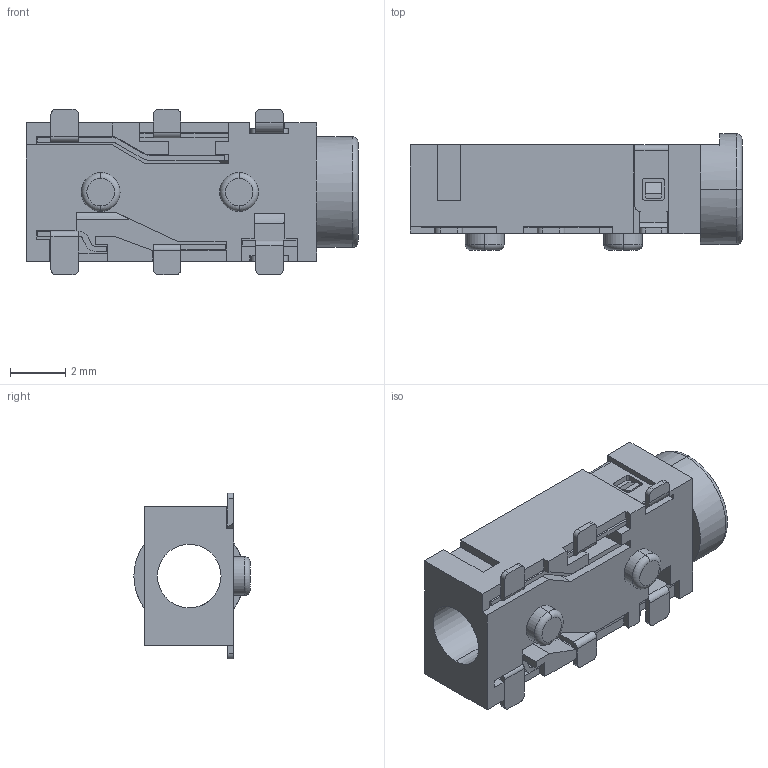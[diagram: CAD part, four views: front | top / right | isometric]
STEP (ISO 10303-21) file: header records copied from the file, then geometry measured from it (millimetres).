
FILE_DESCRIPTION((''),'2;1');
FILE_NAME('PJ-242D-SMT','2020-04-10T',('Administrator'),(''),'PRO/ENGINEER BY PARAMETRIC TECHNOLOGY CORPORATION, 2010280','PRO/ENGINEER BY PARAMETRIC TECHNOLOGY CORPORATION, 2010280','');
FILE_SCHEMA(('CONFIG_CONTROL_DESIGN'));
Length unit declared in the file: millimetre
Products named in the file (1): PJ-242D-SMT
Bounding box: 12 x 4.2 x 6 mm (x, y, z)
Volume: 120.8 mm3; surface area: 405.5 mm2
Topology: 1 solids, 1 shells, 689 faces, 1945 edges, 1283 vertices
Faces by surface type: plane 621, cylinder 60, torus 6, cone 2
Entity records: 21982 total; most frequent: CARTESIAN_POINT 3961, ORIENTED_EDGE 3890, DIRECTION 3456, EDGE_CURVE 1945, VECTOR 1796, LINE 1796, VERTEX_POINT 1283, AXIS2_PLACEMENT_3D 830
